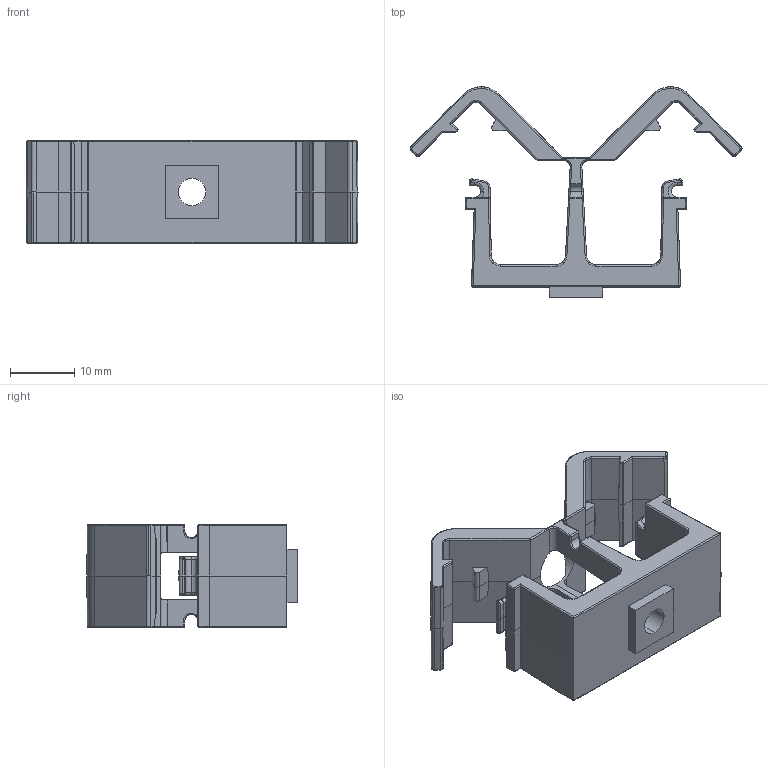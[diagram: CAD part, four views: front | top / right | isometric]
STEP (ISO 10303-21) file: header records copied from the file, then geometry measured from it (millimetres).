
FILE_DESCRIPTION (( 'STEP AP214' ), '1' );
FILE_NAME ('093401n08.STEP', '2014-08-19T09:52:58', ( '' ), ( '' ), 'SwSTEP 2.0', 'SolidWorks 2014', '' );
FILE_SCHEMA (( 'AUTOMOTIVE_DESIGN' ));
Length unit declared in the file: millimetre
Products named in the file (1): 093401n08
Bounding box: 51.73 x 32.8 x 16 mm (x, y, z)
Volume: 5685.1 mm3; surface area: 5247.9 mm2
Topology: 1 solids, 1 shells, 433 faces, 1027 edges, 587 vertices
Faces by surface type: cylinder 182, plane 121, bspline 90, sphere 22, cone 12, torus 6
Entity records: 12964 total; most frequent: CARTESIAN_POINT 4202, ORIENTED_EDGE 2038, DIRECTION 1632, EDGE_CURVE 1019, VERTEX_POINT 587, AXIS2_PLACEMENT_3D 573, VECTOR 486, LINE 486
